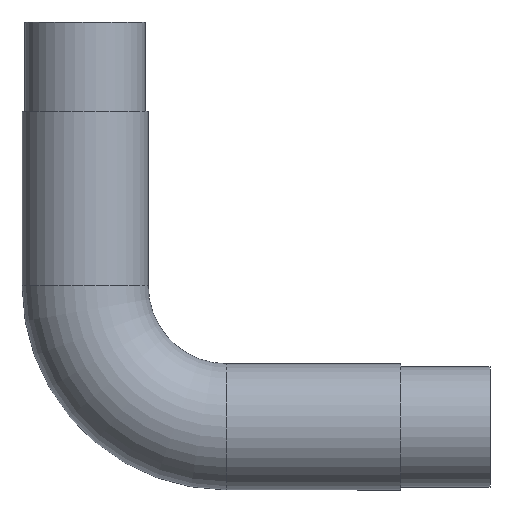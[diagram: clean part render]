
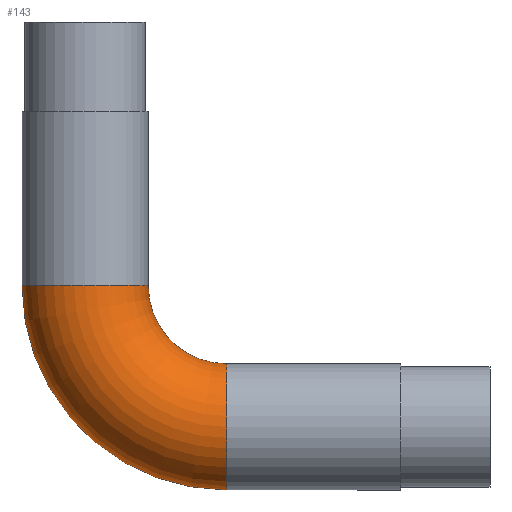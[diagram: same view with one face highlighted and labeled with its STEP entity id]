
A CAD part, front view. The second image highlights one B-rep face of the part: STEP entity #143.
In plain terms, the highlighted toroidal (fillet/blend) face has major radius 47.5 mm and minor radius 21.2 mm.
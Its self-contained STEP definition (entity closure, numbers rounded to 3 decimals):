
#38 = DIRECTION ( 'NONE',  ( 0., 0., 1. ) ) ;
#48 = AXIS2_PLACEMENT_3D ( 'NONE', #381, #224, #440 ) ;
#58 = CARTESIAN_POINT ( 'NONE',  ( 47.5, 0., 38. ) ) ;
#62 = TOROIDAL_SURFACE ( 'NONE', #377, 47.5, 21.2 ) ;
#96 = VERTEX_POINT ( 'NONE', #447 ) ;
#106 = DIRECTION ( 'NONE',  ( 0., -1., 0. ) ) ;
#107 = VERTEX_POINT ( 'NONE', #498 ) ;
#110 = AXIS2_PLACEMENT_3D ( 'NONE', #58, #330, #544 ) ;
#117 = FACE_OUTER_BOUND ( 'NONE', #636, .T. ) ;
#136 = ORIENTED_EDGE ( 'NONE', *, *, #457, .T. ) ;
#143 = ADVANCED_FACE ( 'NONE', ( #117 ), #62, .T. ) ;
#158 = VERTEX_POINT ( 'NONE', #407 ) ;
#179 = DIRECTION ( 'NONE',  ( 0., 0., -1. ) ) ;
#180 = CIRCLE ( 'NONE', #279, 21.2 ) ;
#201 = DIRECTION ( 'NONE',  ( -1., 0., 0. ) ) ;
#224 = DIRECTION ( 'NONE',  ( 0., 0., 1. ) ) ;
#227 = CIRCLE ( 'NONE', #110, 26.3 ) ;
#276 = CARTESIAN_POINT ( 'NONE',  ( 21.2, 0., 38. ) ) ;
#278 = ORIENTED_EDGE ( 'NONE', *, *, #570, .F. ) ;
#279 = AXIS2_PLACEMENT_3D ( 'NONE', #628, #201, #38 ) ;
#317 = DIRECTION ( 'NONE',  ( 0., 0., -1. ) ) ;
#330 = DIRECTION ( 'NONE',  ( 0., -1., 0. ) ) ;
#333 = EDGE_CURVE ( 'NONE', #158, #107, #180, .T. ) ;
#377 = AXIS2_PLACEMENT_3D ( 'NONE', #496, #606, #179 ) ;
#378 = CIRCLE ( 'NONE', #48, 21.2 ) ;
#381 = CARTESIAN_POINT ( 'NONE',  ( 0., 0., 38. ) ) ;
#407 = CARTESIAN_POINT ( 'NONE',  ( 47.5, 0., -30.7 ) ) ;
#440 = DIRECTION ( 'NONE',  ( 1., 0., 0. ) ) ;
#447 = CARTESIAN_POINT ( 'NONE',  ( -21.2, 0., 38. ) ) ;
#457 = EDGE_CURVE ( 'NONE', #96, #158, #625, .T. ) ;
#469 = VERTEX_POINT ( 'NONE', #276 ) ;
#470 = AXIS2_PLACEMENT_3D ( 'NONE', #686, #106, #317 ) ;
#496 = CARTESIAN_POINT ( 'NONE',  ( 47.5, 0., 38. ) ) ;
#498 = CARTESIAN_POINT ( 'NONE',  ( 47.5, 0., 11.7 ) ) ;
#511 = ORIENTED_EDGE ( 'NONE', *, *, #333, .T. ) ;
#537 = EDGE_CURVE ( 'NONE', #469, #107, #227, .T. ) ;
#544 = DIRECTION ( 'NONE',  ( 0., 0., -1. ) ) ;
#570 = EDGE_CURVE ( 'NONE', #96, #469, #378, .T. ) ;
#606 = DIRECTION ( 'NONE',  ( 0., -1., 0. ) ) ;
#625 = CIRCLE ( 'NONE', #470, 68.7 ) ;
#628 = CARTESIAN_POINT ( 'NONE',  ( 47.5, 0., -9.5 ) ) ;
#629 = ORIENTED_EDGE ( 'NONE', *, *, #537, .F. ) ;
#636 = EDGE_LOOP ( 'NONE', ( #278, #136, #511, #629 ) ) ;
#686 = CARTESIAN_POINT ( 'NONE',  ( 47.5, 0., 38. ) ) ;
